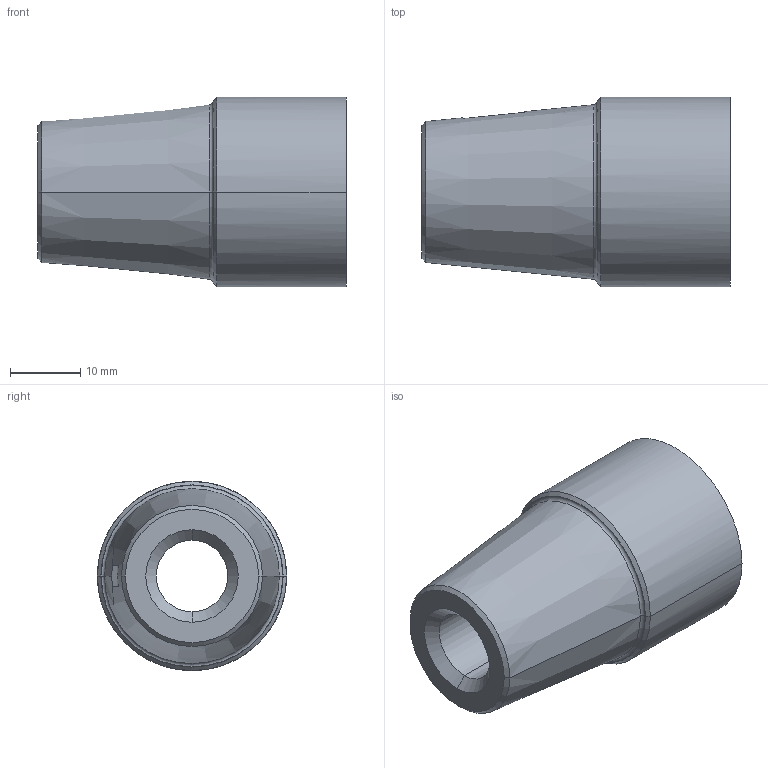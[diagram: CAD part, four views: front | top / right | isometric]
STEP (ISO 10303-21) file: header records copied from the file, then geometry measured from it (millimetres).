
FILE_DESCRIPTION (( 'STEP AP214' ), '1' );
FILE_NAME ('cône vilo Klxr.STEP', '2020-10-25T13:36:26', ( '' ), ( '' ), 'SwSTEP 2.0', 'SolidWorks 2015', '' );
FILE_SCHEMA (( 'AUTOMOTIVE_DESIGN' ));
Length unit declared in the file: millimetre
Products named in the file (1): c獼e vilo Klxr
Bounding box: 44 x 27 x 27 mm (x, y, z)
Volume: 8465.9 mm3; surface area: 6445.4 mm2
Topology: 1 solids, 1 shells, 30 faces, 68 edges, 42 vertices
Faces by surface type: cone 11, plane 10, cylinder 5, torus 4
Entity records: 921 total; most frequent: CARTESIAN_POINT 183, DIRECTION 151, ORIENTED_EDGE 136, EDGE_CURVE 68, AXIS2_PLACEMENT_3D 64, VERTEX_POINT 42, EDGE_LOOP 34, CIRCLE 33
